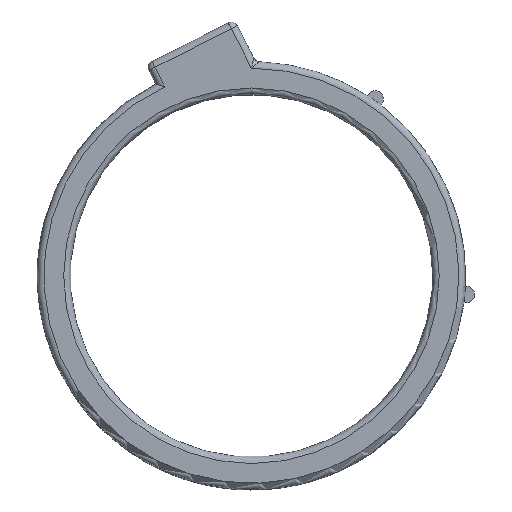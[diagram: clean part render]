
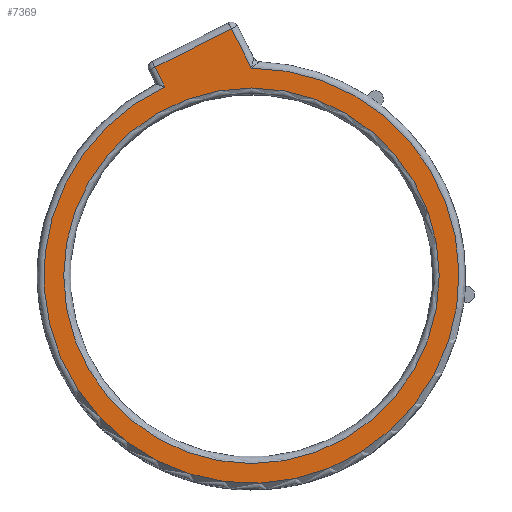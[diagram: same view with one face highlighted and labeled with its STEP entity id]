
A CAD part, top view. The second image highlights one B-rep face of the part: STEP entity #7369.
In plain terms, the highlighted planar face has unit normal (0, 0, 1).
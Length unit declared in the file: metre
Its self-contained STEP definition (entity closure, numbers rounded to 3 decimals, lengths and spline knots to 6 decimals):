
#195=PLANE('',#7947);
#936=CIRCLE('',#7948,0.0285);
#937=CIRCLE('',#7949,0.0315);
#1394=ORIENTED_EDGE('',*,*,#3724,.T.);
#1395=ORIENTED_EDGE('',*,*,#3725,.T.);
#1396=ORIENTED_EDGE('',*,*,#3726,.T.);
#1397=ORIENTED_EDGE('',*,*,#3727,.T.);
#1398=ORIENTED_EDGE('',*,*,#3728,.T.);
#3724=EDGE_CURVE('',#4884,#4884,#936,.F.);
#3725=EDGE_CURVE('',#4885,#4886,#5381,.T.);
#3726=EDGE_CURVE('',#4886,#4887,#5382,.T.);
#3727=EDGE_CURVE('',#4887,#4888,#5383,.F.);
#3728=EDGE_CURVE('',#4888,#4885,#937,.T.);
#4884=VERTEX_POINT('',#11160);
#4885=VERTEX_POINT('',#11162);
#4886=VERTEX_POINT('',#11163);
#4887=VERTEX_POINT('',#11165);
#4888=VERTEX_POINT('',#11167);
#5381=LINE('',#11161,#5878);
#5382=LINE('',#11164,#5879);
#5383=LINE('',#11166,#5880);
#5878=VECTOR('',#8689,1.);
#5879=VECTOR('',#8690,1.);
#5880=VECTOR('',#8691,1.);
#6341=EDGE_LOOP('',(#1394));
#6342=EDGE_LOOP('',(#1395,#1396,#1397,#1398));
#6822=FACE_BOUND('',#6341,.T.);
#6823=FACE_BOUND('',#6342,.T.);
#7369=ADVANCED_FACE('',(#6822,#6823),#195,.T.);
#7947=AXIS2_PLACEMENT_3D('',#11158,#8685,#8686);
#7948=AXIS2_PLACEMENT_3D('',#11159,#8687,#8688);
#7949=AXIS2_PLACEMENT_3D('',#11168,#8692,#8693);
#8685=DIRECTION('',(0.,0.,1.));
#8686=DIRECTION('',(1.,0.,0.));
#8687=DIRECTION('',(0.,0.,1.));
#8688=DIRECTION('',(1.,0.,0.));
#8689=DIRECTION('',(-0.454,0.891,0.));
#8690=DIRECTION('',(-0.891,-0.454,0.));
#8691=DIRECTION('',(-0.454,0.891,0.));
#8692=DIRECTION('',(0.,0.,1.));
#8693=DIRECTION('',(1.,0.,0.));
#11158=CARTESIAN_POINT('',(0.,0.,0.006));
#11159=CARTESIAN_POINT('',(0.,0.,0.006));
#11160=CARTESIAN_POINT('',(0.0285,0.,0.006));
#11161=CARTESIAN_POINT('',(-0.003518,0.038405,0.006));
#11162=CARTESIAN_POINT('',(0.,0.0315,0.006));
#11163=CARTESIAN_POINT('',(-0.003064,0.037514,0.006));
#11164=CARTESIAN_POINT('',(-0.015539,0.031158,0.006));
#11165=CARTESIAN_POINT('',(-0.014648,0.031612,0.006));
#11166=CARTESIAN_POINT('',(-0.013595,0.029547,0.006));
#11167=CARTESIAN_POINT('',(-0.01313,0.028633,0.006));
#11168=CARTESIAN_POINT('',(0.,0.,0.006));
